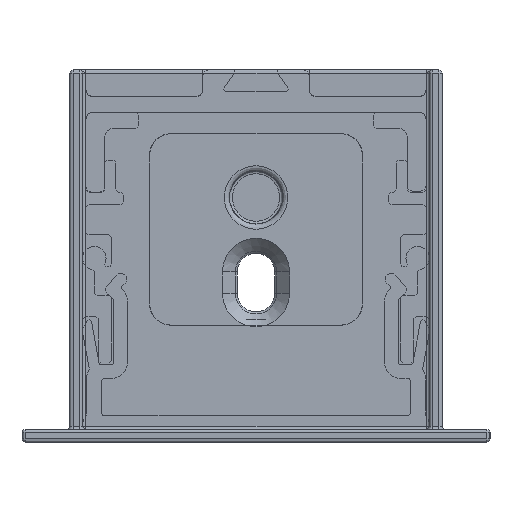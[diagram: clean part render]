
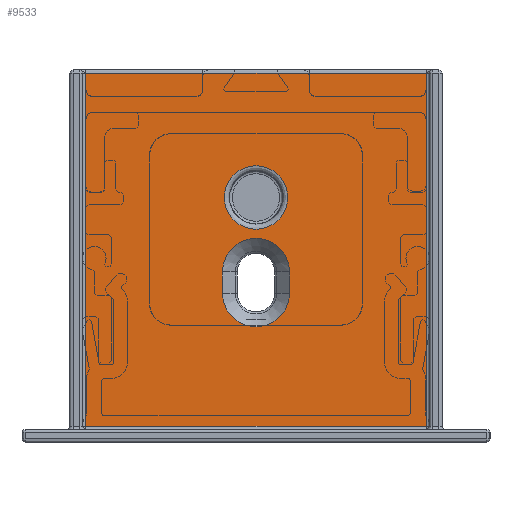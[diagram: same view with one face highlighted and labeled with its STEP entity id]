
A CAD part, front view. The second image highlights one B-rep face of the part: STEP entity #9533.
In plain terms, the highlighted planar face has unit normal (0, -1, 0).
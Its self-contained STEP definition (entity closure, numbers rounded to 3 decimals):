
#139=FACE_BOUND('',#1113,.T.);
#140=FACE_BOUND('',#1114,.T.);
#233=PLANE('',#10316);
#536=FACE_OUTER_BOUND('',#1112,.T.);
#1112=EDGE_LOOP('',(#7196,#7197,#7198,#7199));
#1113=EDGE_LOOP('',(#7200));
#1114=EDGE_LOOP('',(#7201,#7202,#7203,#7204));
#1925=LINE('',#15682,#2721);
#1928=LINE('',#15690,#2724);
#1930=LINE('',#15696,#2726);
#1931=LINE('',#15698,#2727);
#1932=LINE('',#15700,#2728);
#1933=LINE('',#15701,#2729);
#2721=VECTOR('',#12167,10.);
#2724=VECTOR('',#12178,10.);
#2726=VECTOR('',#12184,10.);
#2727=VECTOR('',#12185,10.);
#2728=VECTOR('',#12186,10.);
#2729=VECTOR('',#12187,10.);
#3391=CIRCLE('',#10309,3.15);
#3392=CIRCLE('',#10312,3.15);
#3394=CIRCLE('',#10317,2.984);
#4119=VERTEX_POINT('',#15673);
#4120=VERTEX_POINT('',#15675);
#4122=VERTEX_POINT('',#15680);
#4123=VERTEX_POINT('',#15685);
#4124=VERTEX_POINT('',#15694);
#4125=VERTEX_POINT('',#15695);
#4126=VERTEX_POINT('',#15697);
#4127=VERTEX_POINT('',#15699);
#4128=VERTEX_POINT('',#15702);
#5213=EDGE_CURVE('',#4119,#4120,#3391,.T.);
#5216=EDGE_CURVE('',#4122,#4119,#1925,.T.);
#5219=EDGE_CURVE('',#4123,#4122,#3392,.T.);
#5221=EDGE_CURVE('',#4120,#4123,#1928,.T.);
#5223=EDGE_CURVE('',#4124,#4125,#1930,.T.);
#5224=EDGE_CURVE('',#4126,#4124,#1931,.T.);
#5225=EDGE_CURVE('',#4127,#4126,#1932,.T.);
#5226=EDGE_CURVE('',#4125,#4127,#1933,.T.);
#5227=EDGE_CURVE('',#4128,#4128,#3394,.T.);
#7196=ORIENTED_EDGE('',*,*,#5223,.F.);
#7197=ORIENTED_EDGE('',*,*,#5224,.F.);
#7198=ORIENTED_EDGE('',*,*,#5225,.F.);
#7199=ORIENTED_EDGE('',*,*,#5226,.F.);
#7200=ORIENTED_EDGE('',*,*,#5227,.F.);
#7201=ORIENTED_EDGE('',*,*,#5213,.F.);
#7202=ORIENTED_EDGE('',*,*,#5216,.F.);
#7203=ORIENTED_EDGE('',*,*,#5219,.F.);
#7204=ORIENTED_EDGE('',*,*,#5221,.F.);
#9533=ADVANCED_FACE('',(#536,#139,#140),#233,.F.);
#10309=AXIS2_PLACEMENT_3D('',#15676,#12161,#12162);
#10312=AXIS2_PLACEMENT_3D('',#15687,#12172,#12173);
#10316=AXIS2_PLACEMENT_3D('',#15693,#12182,#12183);
#10317=AXIS2_PLACEMENT_3D('',#15703,#12188,#12189);
#12161=DIRECTION('center_axis',(0.,-1.,0.));
#12162=DIRECTION('ref_axis',(-1.,0.,0.));
#12167=DIRECTION('',(0.,0.,1.));
#12172=DIRECTION('center_axis',(0.,-1.,0.));
#12173=DIRECTION('ref_axis',(1.,0.,0.));
#12178=DIRECTION('',(0.,0.,-1.));
#12182=DIRECTION('center_axis',(0.,1.,0.));
#12183=DIRECTION('ref_axis',(0.,0.,
1.));
#12184=DIRECTION('',(1.,0.,0.));
#12185=DIRECTION('',(0.,0.,1.));
#12186=DIRECTION('',(-1.,0.,0.));
#12187=DIRECTION('',(0.,0.,-1.));
#12188=DIRECTION('center_axis',(0.,-1.,0.));
#12189=DIRECTION('ref_axis',(0.,0.,
1.));
#15673=CARTESIAN_POINT('',(3.15,-286.8,-19.));
#15675=CARTESIAN_POINT('',(-3.15,-286.8,-19.));
#15676=CARTESIAN_POINT('Origin',(0.,-286.8,
-19.));
#15680=CARTESIAN_POINT('',(3.15,-286.8,-21.));
#15682=CARTESIAN_POINT('',(3.15,-286.8,-19.25));
#15685=CARTESIAN_POINT('',(-3.15,-286.8,-21.));
#15687=CARTESIAN_POINT('Origin',(0.,-286.8,
-21.));
#15690=CARTESIAN_POINT('',(-3.15,-286.8,-18.25));
#15693=CARTESIAN_POINT('Origin',(0.,-286.8,
-17.5));
#15694=CARTESIAN_POINT('',(-16.,-286.8,-0.3));
#15695=CARTESIAN_POINT('',(16.,-286.8,-0.3));
#15696=CARTESIAN_POINT('',(-8.75,-286.8,-0.3));
#15697=CARTESIAN_POINT('',(-16.,-286.8,-33.5));
#15698=CARTESIAN_POINT('',(-16.,-286.8,-25.65));
#15699=CARTESIAN_POINT('',(16.,-286.8,-33.5));
#15700=CARTESIAN_POINT('',(8.15,-286.8,-33.5));
#15701=CARTESIAN_POINT('',(16.,-286.8,-8.75));
#15702=CARTESIAN_POINT('',(0.,-286.8,-14.984));
#15703=CARTESIAN_POINT('Origin',(0.,-286.8,
-12.));
